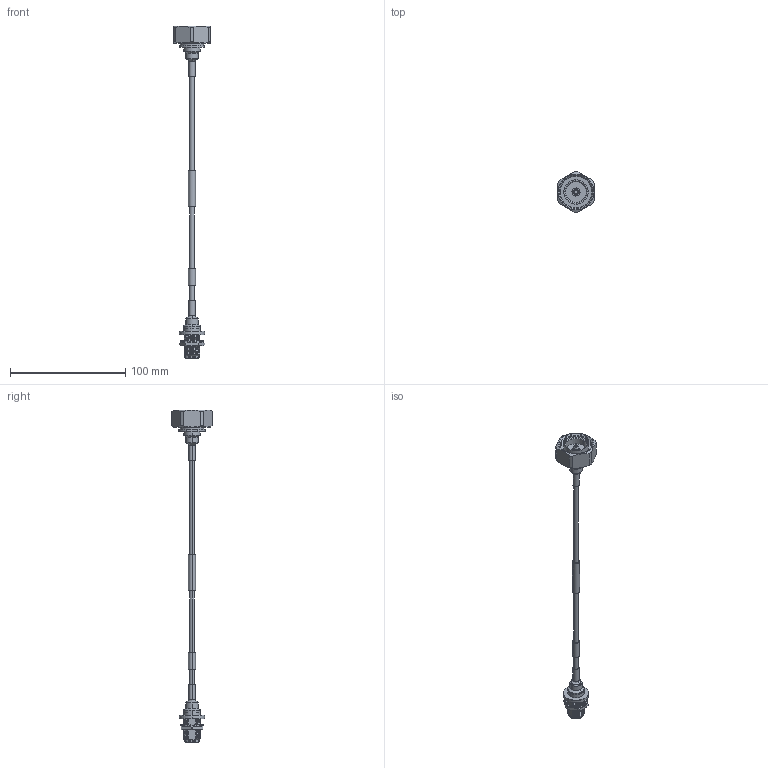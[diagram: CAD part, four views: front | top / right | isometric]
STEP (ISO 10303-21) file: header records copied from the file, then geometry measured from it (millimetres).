
FILE_DESCRIPTION (( 'STEP AP214' ), '1' );
FILE_NAME ('FMCA2507_3D.step', '2024-06-18T04:39:20', ( '' ), ( '' ), 'SwSTEP 2.0', 'SolidWorks 2022', '' );
FILE_SCHEMA (( 'AUTOMOTIVE_DESIGN' ));
Length unit declared in the file: inch
Products named in the file (5): FMCA2507_3D; TC-402-716M-LP_3D^FMCA2507; TFT-5G-402^FMCA2507; Heat Shrink^FMCA2507; TC-402-NF-BH-LP-PE_3D^FMCA2507
Assembly tree (5 placements, depth 2):
  FMCA2507_3D
    TFT-5G-402^FMCA2507
    Heat Shrink^FMCA2507  x2
    TC-402-716M-LP_3D^FMCA2507
    TC-402-NF-BH-LP-PE_3D^FMCA2507
Bounding box: 31.86 x 35.23 x 287.76 mm (x, y, z)
Volume: 23434.7 mm3; surface area: 15032 mm2
Topology: 7 solids, 7 shells, 464 faces, 1190 edges, 765 vertices
Faces by surface type: plane 154, cylinder 120, bspline 111, cone 75, torus 4
Entity records: 61279 total; most frequent: CARTESIAN_POINT 50859, ORIENTED_EDGE 2316, DIRECTION 1865, EDGE_CURVE 1158, VERTEX_POINT 745, AXIS2_PLACEMENT_3D 673, VECTOR 519, LINE 519
